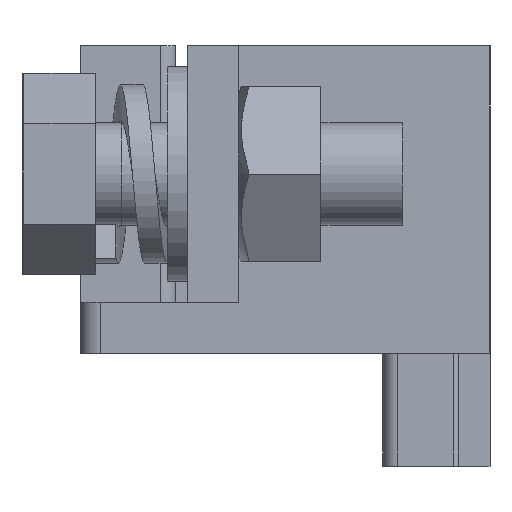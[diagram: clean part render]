
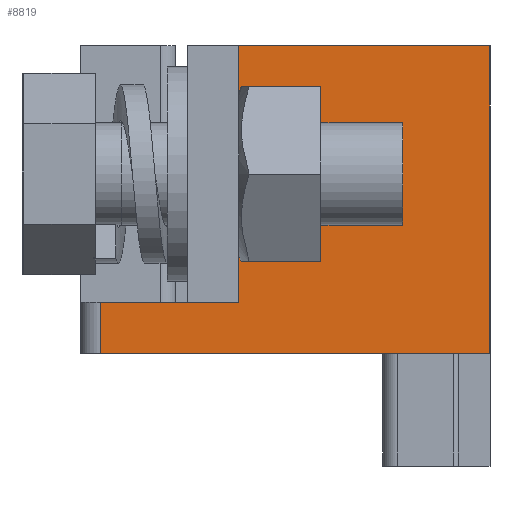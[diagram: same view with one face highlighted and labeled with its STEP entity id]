
A CAD part, left-side view. The second image highlights one B-rep face of the part: STEP entity #8819.
In plain terms, the highlighted planar face has unit normal (-1, 0, 0).
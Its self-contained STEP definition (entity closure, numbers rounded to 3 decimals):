
#635=LINE('',#12538,#1141);
#637=LINE('',#12545,#1143);
#639=LINE('',#12548,#1145);
#650=LINE('',#12585,#1156);
#653=LINE('',#12606,#1159);
#654=LINE('',#12608,#1160);
#655=LINE('',#12610,#1161);
#1141=VECTOR('',#10759,1000.);
#1143=VECTOR('',#10765,1000.);
#1145=VECTOR('',#10769,1000.);
#1156=VECTOR('',#10808,1000.);
#1159=VECTOR('',#10835,1000.);
#1160=VECTOR('',#10838,1000.);
#1161=VECTOR('',#10839,1000.);
#2360=ORIENTED_EDGE('',*,*,#3670,.T.);
#2361=ORIENTED_EDGE('',*,*,#3661,.T.);
#2362=ORIENTED_EDGE('',*,*,#3669,.T.);
#2363=ORIENTED_EDGE('',*,*,#3637,.F.);
#2364=ORIENTED_EDGE('',*,*,#3640,.T.);
#2365=ORIENTED_EDGE('',*,*,#3642,.T.);
#2366=ORIENTED_EDGE('',*,*,#3671,.F.);
#3637=EDGE_CURVE('',#4354,#4355,#635,.T.);
#3640=EDGE_CURVE('',#4354,#4357,#637,.T.);
#3642=EDGE_CURVE('',#4357,#4358,#639,.T.);
#3661=EDGE_CURVE('',#4072,#4369,#650,.T.);
#3669=EDGE_CURVE('',#4369,#4355,#653,.F.);
#3670=EDGE_CURVE('',#4376,#4072,#654,.T.);
#3671=EDGE_CURVE('',#4376,#4358,#655,.T.);
#4072=VERTEX_POINT('',#11599);
#4354=VERTEX_POINT('',#12537);
#4355=VERTEX_POINT('',#12539);
#4357=VERTEX_POINT('',#12544);
#4358=VERTEX_POINT('',#12549);
#4369=VERTEX_POINT('',#12584);
#4376=VERTEX_POINT('',#12609);
#5127=EDGE_LOOP('',(#2360,#2361,#2362,#2363,#2364,#2365,#2366));
#5569=FACE_BOUND('',#5127,.T.);
#5868=PLANE('',#9411);
#8819=ADVANCED_FACE('',(#5569),#5868,.F.);
#9411=AXIS2_PLACEMENT_3D('',#12607,#10836,#10837);
#10759=DIRECTION('',(0.,1.,0.));
#10765=DIRECTION('',(0.,0.,1.));
#10769=DIRECTION('',(0.,1.,0.));
#10808=DIRECTION('',(0.,1.,0.));
#10835=DIRECTION('',(0.,0.,1.));
#10836=DIRECTION('',(1.,0.,0.));
#10837=DIRECTION('',(0.,0.,-1.));
#10838=DIRECTION('',(0.,1.,0.));
#10839=DIRECTION('',(0.,0.,1.));
#11599=CARTESIAN_POINT('',(-25.,5.,-25.));
#12537=CARTESIAN_POINT('',(-25.,-24.5,-30.));
#12538=CARTESIAN_POINT('',(-25.,-24.5,-30.));
#12539=CARTESIAN_POINT('',(-25.,13.5,-30.));
#12544=CARTESIAN_POINT('',(-25.,-24.5,0.));
#12545=CARTESIAN_POINT('',(-25.,-24.5,-30.));
#12548=CARTESIAN_POINT('',(-25.,-24.5,0.));
#12549=CARTESIAN_POINT('',(-25.,0.,0.));
#12584=CARTESIAN_POINT('',(-25.,13.5,-25.));
#12585=CARTESIAN_POINT('',(-25.,0.,-25.));
#12606=CARTESIAN_POINT('',(-25.,13.5,-30.));
#12607=CARTESIAN_POINT('',(-25.,-24.5,-30.));
#12608=CARTESIAN_POINT('',(-25.,0.,-25.));
#12609=CARTESIAN_POINT('',(-25.,0.,-25.));
#12610=CARTESIAN_POINT('',(-25.,0.,-25.));
